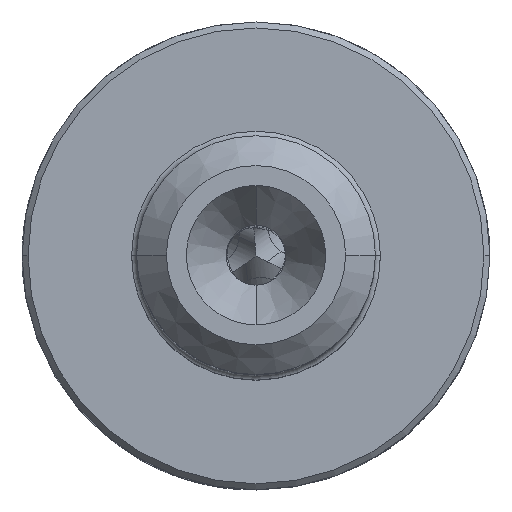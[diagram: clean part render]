
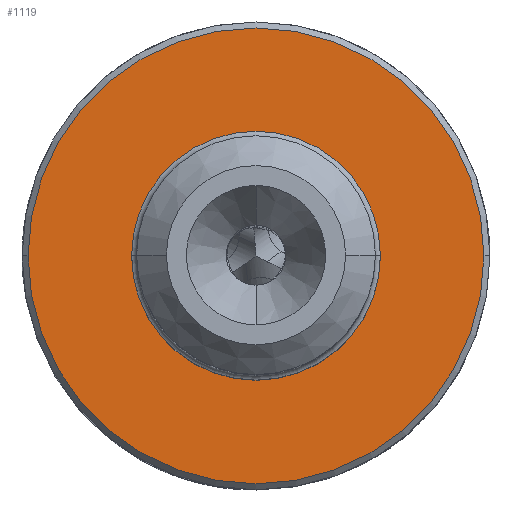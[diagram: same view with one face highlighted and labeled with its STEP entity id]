
A CAD part, top view. The second image highlights one B-rep face of the part: STEP entity #1119.
In plain terms, the highlighted planar face has unit normal (0, 0, 1).
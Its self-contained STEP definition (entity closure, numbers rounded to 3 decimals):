
#678=PLANE('',#8188);
#712=FACE_BOUND('',#2115,.T.);
#713=FACE_BOUND('',#2116,.T.);
#1119=ADVANCED_FACE('',(#712,#713),#678,.T.);
#2115=EDGE_LOOP('',(#4572,#4573,#4574));
#2116=EDGE_LOOP('',(#4575,#4576));
#4572=ORIENTED_EDGE('',*,*,#6915,.F.);
#4573=ORIENTED_EDGE('',*,*,#6914,.F.);
#4574=ORIENTED_EDGE('',*,*,#6913,.F.);
#4575=ORIENTED_EDGE('',*,*,#6916,.F.);
#4576=ORIENTED_EDGE('',*,*,#6917,.F.);
#5864=VERTEX_POINT('',#16973);
#5865=VERTEX_POINT('',#16975);
#5866=VERTEX_POINT('',#16977);
#5867=VERTEX_POINT('',#16982);
#5868=VERTEX_POINT('',#16983);
#6913=EDGE_CURVE('',#5865,#5866,#7415,.T.);
#6914=EDGE_CURVE('',#5866,#5864,#7416,.T.);
#6915=EDGE_CURVE('',#5864,#5865,#7417,.T.);
#6916=EDGE_CURVE('',#5867,#5868,#7418,.T.);
#6917=EDGE_CURVE('',#5868,#5867,#7419,.T.);
#7415=CIRCLE('',#8182,11.45);
#7416=CIRCLE('',#8183,11.45);
#7417=CIRCLE('',#8185,11.45);
#7418=CIRCLE('',#8186,6.25);
#7419=CIRCLE('',#8187,6.25);
#8182=AXIS2_PLACEMENT_3D('',#16976,#9798,#9799);
#8183=AXIS2_PLACEMENT_3D('',#16978,#9800,#9801);
#8185=AXIS2_PLACEMENT_3D('',#16980,#9804,#9805);
#8186=AXIS2_PLACEMENT_3D('',#16981,#9806,#9807);
#8187=AXIS2_PLACEMENT_3D('',#16984,#9808,#9809);
#8188=AXIS2_PLACEMENT_3D('',#16985,#9810,#9811);
#9798=DIRECTION('',(0.,0.,-1.));
#9799=DIRECTION('',(1.,0.,0.));
#9800=DIRECTION('',(0.,0.,-1.));
#9801=DIRECTION('',(0.,-1.,0.));
#9804=DIRECTION('',(0.,0.,-1.));
#9805=DIRECTION('',(-1.,0.,0.));
#9806=DIRECTION('',(0.,0.,1.));
#9807=DIRECTION('',(0.,-1.,0.));
#9808=DIRECTION('',(0.,0.,1.));
#9809=DIRECTION('',(0.,1.,0.));
#9810=DIRECTION('',(0.,0.,1.));
#9811=DIRECTION('',(-1.,0.,0.));
#16973=CARTESIAN_POINT('',(-11.45,0.,0.));
#16975=CARTESIAN_POINT('',(11.45,0.,0.));
#16976=CARTESIAN_POINT('',(0.,0.,0.));
#16977=CARTESIAN_POINT('',(0.,-11.45,0.));
#16978=CARTESIAN_POINT('',(0.,0.,0.));
#16980=CARTESIAN_POINT('',(0.,0.,0.));
#16981=CARTESIAN_POINT('',(0.,0.,0.));
#16982=CARTESIAN_POINT('',(0.,-6.25,0.));
#16983=CARTESIAN_POINT('',(0.,6.25,0.));
#16984=CARTESIAN_POINT('',(0.,0.,0.));
#16985=CARTESIAN_POINT('',(0.,0.001,0.));
